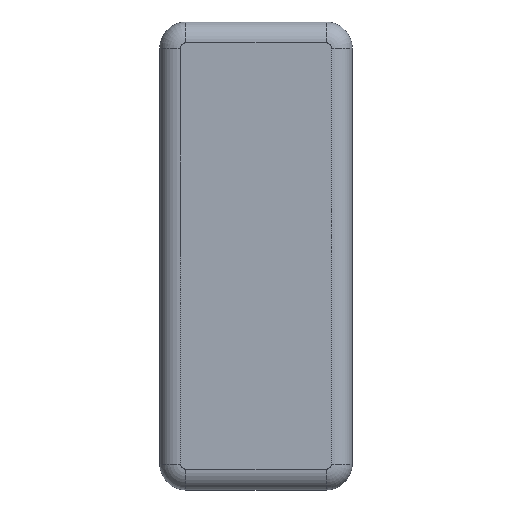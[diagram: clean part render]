
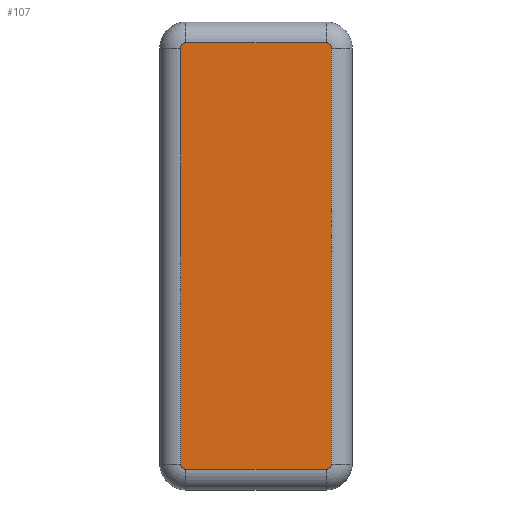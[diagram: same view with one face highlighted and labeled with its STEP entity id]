
A CAD part, front view. The second image highlights one B-rep face of the part: STEP entity #107.
In plain terms, the highlighted planar face has unit normal (0, -1, 0).
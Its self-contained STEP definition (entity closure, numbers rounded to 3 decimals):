
#2 = VERTEX_POINT ( 'NONE', #390 ) ;
#4 = VERTEX_POINT ( 'NONE', #483 ) ;
#6 = VERTEX_POINT ( 'NONE', #383 ) ;
#11 = EDGE_CURVE ( 'NONE', #108, #6, #505, .T. ) ;
#13 = ORIENTED_EDGE ( 'NONE', *, *, #164, .T. ) ;
#14 = EDGE_CURVE ( 'NONE', #27, #20, #488, .T. ) ;
#15 = EDGE_CURVE ( 'NONE', #27, #6, #489, .T. ) ;
#20 = VERTEX_POINT ( 'NONE', #510 ) ;
#21 = ORIENTED_EDGE ( 'NONE', *, *, #23, .F. ) ;
#23 = EDGE_CURVE ( 'NONE', #2, #160, #349, .T. ) ;
#27 = VERTEX_POINT ( 'NONE', #392 ) ;
#28 = EDGE_CURVE ( 'NONE', #108, #4, #379, .T. ) ;
#29 = EDGE_CURVE ( 'NONE', #115, #20, #341, .T. ) ;
#104 = CARTESIAN_POINT ( 'NONE',  ( -9.25, 0., 20.5 ) ) ;
#107 = ADVANCED_FACE ( 'NONE', ( #562 ), #565, .T. ) ;
#108 = VERTEX_POINT ( 'NONE', #550 ) ;
#109 = ORIENTED_EDGE ( 'NONE', *, *, #162, .T. ) ;
#110 = ORIENTED_EDGE ( 'NONE', *, *, #14, .T. ) ;
#112 = EDGE_LOOP ( 'NONE', ( #163, #109, #21, #13, #161, #168, #166, #110 ) ) ;
#115 = VERTEX_POINT ( 'NONE', #566 ) ;
#160 = VERTEX_POINT ( 'NONE', #619 ) ;
#161 = ORIENTED_EDGE ( 'NONE', *, *, #28, .F. ) ;
#162 = EDGE_CURVE ( 'NONE', #115, #160, #518, .T. ) ;
#163 = ORIENTED_EDGE ( 'NONE', *, *, #29, .F. ) ;
#164 = EDGE_CURVE ( 'NONE', #2, #4, #660, .T. ) ;
#166 = ORIENTED_EDGE ( 'NONE', *, *, #15, .F. ) ;
#168 = ORIENTED_EDGE ( 'NONE', *, *, #11, .T. ) ;
#341 = CIRCLE ( 'NONE', #496, 0.5 ) ;
#349 = CIRCLE ( 'NONE', #492, 0.5 ) ;
#355 = DIRECTION ( 'NONE',  ( 0., 1., 0. ) ) ;
#379 = CIRCLE ( 'NONE', #482, 0.5 ) ;
#383 = CARTESIAN_POINT ( 'NONE',  ( 6.75, 0., -20.5 ) ) ;
#390 = CARTESIAN_POINT ( 'NONE',  ( -7.25, 0., 20. ) ) ;
#391 = CARTESIAN_POINT ( 'NONE',  ( 6.75, 0., -20. ) ) ;
#392 = CARTESIAN_POINT ( 'NONE',  ( 7.25, 0., -20. ) ) ;
#439 = DIRECTION ( 'NONE',  ( 0., 0., -1. ) ) ;
#469 = CARTESIAN_POINT ( 'NONE',  ( 7.25, 0., 22.5 ) ) ;
#470 = AXIS2_PLACEMENT_3D ( 'NONE', #391, #355, #512 ) ;
#482 = AXIS2_PLACEMENT_3D ( 'NONE', #499, #498, #497 ) ;
#483 = CARTESIAN_POINT ( 'NONE',  ( -7.25, 0., -20. ) ) ;
#486 = DIRECTION ( 'NONE',  ( 0., 0., 1. ) ) ;
#487 = VECTOR ( 'NONE', #486, 1000. ) ;
#488 = LINE ( 'NONE', #469, #487 ) ;
#489 = CIRCLE ( 'NONE', #470, 0.5 ) ;
#490 = DIRECTION ( 'NONE',  ( 0., 1., 0. ) ) ;
#491 = CARTESIAN_POINT ( 'NONE',  ( -6.75, 0., 20. ) ) ;
#492 = AXIS2_PLACEMENT_3D ( 'NONE', #491, #490, #439 ) ;
#493 = DIRECTION ( 'NONE',  ( 0., 0., -1. ) ) ;
#494 = DIRECTION ( 'NONE',  ( 0., 1., 0. ) ) ;
#495 = CARTESIAN_POINT ( 'NONE',  ( 6.75, 0., 20. ) ) ;
#496 = AXIS2_PLACEMENT_3D ( 'NONE', #495, #494, #493 ) ;
#497 = DIRECTION ( 'NONE',  ( 0., 0., -1. ) ) ;
#498 = DIRECTION ( 'NONE',  ( 0., 1., 0. ) ) ;
#499 = CARTESIAN_POINT ( 'NONE',  ( -6.75, 0., -20. ) ) ;
#502 = DIRECTION ( 'NONE',  ( 1., 0., 0. ) ) ;
#503 = VECTOR ( 'NONE', #502, 1000. ) ;
#504 = CARTESIAN_POINT ( 'NONE',  ( 9.25, 0., -20.5 ) ) ;
#505 = LINE ( 'NONE', #504, #503 ) ;
#510 = CARTESIAN_POINT ( 'NONE',  ( 7.25, 0., 20. ) ) ;
#512 = DIRECTION ( 'NONE',  ( 0., 0., -1. ) ) ;
#518 = LINE ( 'NONE', #104, #617 ) ;
#542 = DIRECTION ( 'NONE',  ( -1., 0., 0. ) ) ;
#550 = CARTESIAN_POINT ( 'NONE',  ( -6.75, 0., -20.5 ) ) ;
#551 = DIRECTION ( 'NONE',  ( 0., 0., -1. ) ) ;
#562 = FACE_OUTER_BOUND ( 'NONE', #112, .T. ) ;
#564 = DIRECTION ( 'NONE',  ( 0., -1., 0. ) ) ;
#565 = PLANE ( 'NONE',  #579 ) ;
#566 = CARTESIAN_POINT ( 'NONE',  ( 6.75, 0., 20.5 ) ) ;
#572 = CARTESIAN_POINT ( 'NONE',  ( -9.25, 0., -22.5 ) ) ;
#579 = AXIS2_PLACEMENT_3D ( 'NONE', #572, #564, #551 ) ;
#617 = VECTOR ( 'NONE', #542, 1000. ) ;
#619 = CARTESIAN_POINT ( 'NONE',  ( -6.75, 0., 20.5 ) ) ;
#647 = VECTOR ( 'NONE', #655, 1000. ) ;
#648 = CARTESIAN_POINT ( 'NONE',  ( -7.25, 0., -22.5 ) ) ;
#655 = DIRECTION ( 'NONE',  ( 0., 0., -1. ) ) ;
#660 = LINE ( 'NONE', #648, #647 ) ;
